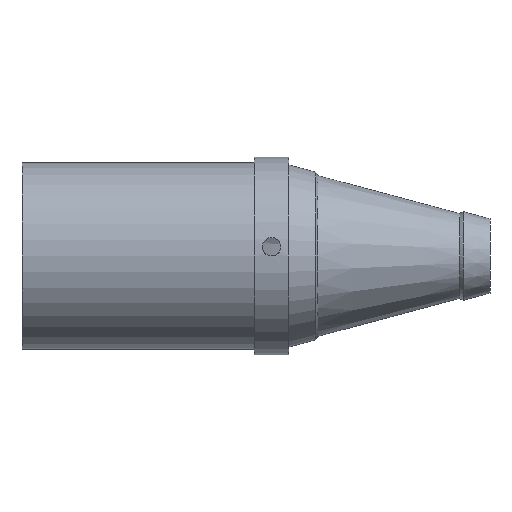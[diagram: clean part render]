
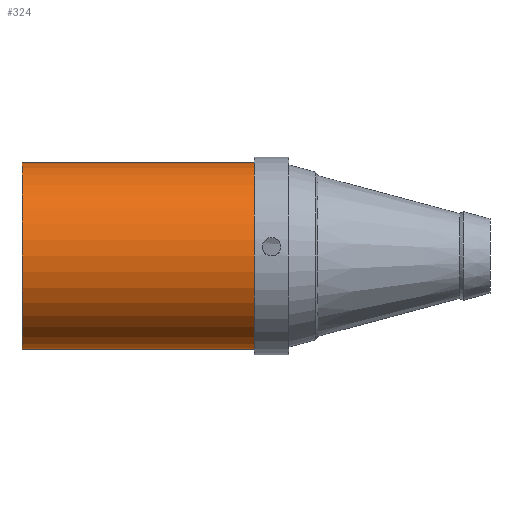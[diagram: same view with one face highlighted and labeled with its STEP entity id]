
A CAD part, left-side view. The second image highlights one B-rep face of the part: STEP entity #324.
In plain terms, the highlighted cylindrical face has radius 25.5 mm (diameter 51 mm), a partial arc.
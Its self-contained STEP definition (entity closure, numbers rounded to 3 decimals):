
#268=CARTESIAN_POINT('Axis2P3D Location',(0.,1.202,0.)) ;
#277=CARTESIAN_POINT('Vertex',(0.,65.204,25.5)) ;
#279=CARTESIAN_POINT('Vertex',(0.,65.204,-25.5)) ;
#282=CARTESIAN_POINT('Line Origine',(0.,33.454,25.5)) ;
#286=CARTESIAN_POINT('Vertex',(0.,1.704,25.5)) ;
#293=CARTESIAN_POINT('Vertex',(0.,1.704,-25.5)) ;
#296=CARTESIAN_POINT('Line Origine',(0.,33.454,-25.5)) ;
#308=CARTESIAN_POINT('Axis2P3D Location',(0.,65.204,0.)) ;
#313=CARTESIAN_POINT('Axis2P3D Location',(0.,1.704,0.)) ;
#269=DIRECTION('Axis2P3D Direction',(0.,1.,0.)) ;
#270=DIRECTION('Axis2P3D XDirection',(0.,0.,1.)) ;
#283=DIRECTION('Vector Direction',(0.,1.,0.)) ;
#297=DIRECTION('Vector Direction',(0.,1.,0.)) ;
#309=DIRECTION('Axis2P3D Direction',(0.,1.,0.)) ;
#314=DIRECTION('Axis2P3D Direction',(0.,1.,0.)) ;
#271=AXIS2_PLACEMENT_3D('Cylinder Axis2P3D',#268,#269,#270) ;
#310=AXIS2_PLACEMENT_3D('Circle Axis2P3D',#308,#309,$) ;
#315=AXIS2_PLACEMENT_3D('Circle Axis2P3D',#313,#314,$) ;
#319=ORIENTED_EDGE('',*,*,#312,.F.) ;
#320=ORIENTED_EDGE('',*,*,#300,.T.) ;
#321=ORIENTED_EDGE('',*,*,#317,.T.) ;
#322=ORIENTED_EDGE('',*,*,#288,.F.) ;
#284=VECTOR('Line Direction',#283,1.) ;
#298=VECTOR('Line Direction',#297,1.) ;
#324=ADVANCED_FACE('PartBody',(#323),#272,.T.) ;
#311=CIRCLE('generated circle',#310,25.5) ;
#316=CIRCLE('generated circle',#315,25.5) ;
#272=CYLINDRICAL_SURFACE('generated cylinder',#271,25.5) ;
#288=EDGE_CURVE('',#278,#287,#285,.F.) ;
#300=EDGE_CURVE('',#280,#294,#299,.F.) ;
#312=EDGE_CURVE('',#280,#278,#311,.T.) ;
#317=EDGE_CURVE('',#294,#287,#316,.T.) ;
#318=EDGE_LOOP('',(#319,#320,#321,#322)) ;
#323=FACE_OUTER_BOUND('',#318,.T.) ;
#285=LINE('Line',#282,#284) ;
#299=LINE('Line',#296,#298) ;
#278=VERTEX_POINT('',#277) ;
#280=VERTEX_POINT('',#279) ;
#287=VERTEX_POINT('',#286) ;
#294=VERTEX_POINT('',#293) ;
